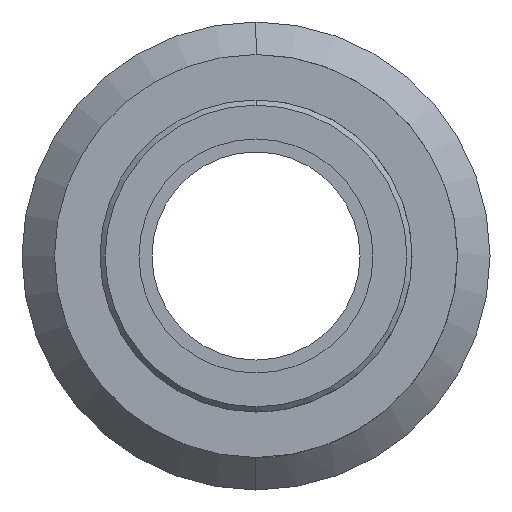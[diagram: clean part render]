
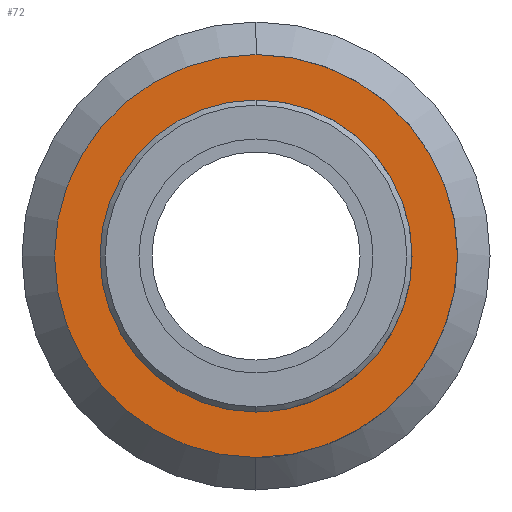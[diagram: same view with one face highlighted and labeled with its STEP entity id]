
A CAD part, front view. The second image highlights one B-rep face of the part: STEP entity #72.
In plain terms, the highlighted planar face has unit normal (0, -1, 0).
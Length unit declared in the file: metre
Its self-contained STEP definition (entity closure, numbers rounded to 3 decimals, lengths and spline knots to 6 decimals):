
#72=ADVANCED_FACE('32:1952',(#142,#143),#144,.T.);
#142=FACE_OUTER_BOUND('',#217,.T.);
#143=FACE_BOUND('',#218,.T.);
#144=PLANE('',#219);
#217=EDGE_LOOP('',(#329,#330));
#218=EDGE_LOOP('',(#331,#332));
#219=AXIS2_PLACEMENT_3D('',#333,#334,#335);
#329=ORIENTED_EDGE('',*,*,#449,.F.);
#330=ORIENTED_EDGE('',*,*,#438,.F.);
#331=ORIENTED_EDGE('',*,*,#445,.T.);
#332=ORIENTED_EDGE('',*,*,#443,.T.);
#333=CARTESIAN_POINT('',(-0.002482,0.0065,0.011741));
#334=DIRECTION('',(0.0,-1.0,0.0));
#335=DIRECTION('',(0.0,0.0,-1.0));
#438=EDGE_CURVE('',#520,#522,#523,.F.);
#443=EDGE_CURVE('',#526,#528,#530,.F.);
#445=EDGE_CURVE('34:4023',#528,#526,#532,.F.);
#449=EDGE_CURVE('34:8929',#522,#520,#536,.F.);
#520=VERTEX_POINT('',#625);
#522=VERTEX_POINT('',#628);
#523=CIRCLE('',#629,0.0155);
#526=VERTEX_POINT('',#633);
#528=VERTEX_POINT('',#636);
#530=CIRCLE('',#639,0.012);
#532=CIRCLE('',#641,0.012);
#536=CIRCLE('',#645,0.0155);
#625=CARTESIAN_POINT('',(0.,0.0065,0.0155));
#628=CARTESIAN_POINT('',(0.,0.0065,-0.0155));
#629=AXIS2_PLACEMENT_3D('',#727,#728,#729);
#633=CARTESIAN_POINT('',(0.,0.0065,0.012));
#636=CARTESIAN_POINT('',(0.,0.0065,-0.012));
#639=AXIS2_PLACEMENT_3D('',#733,#734,#735);
#641=AXIS2_PLACEMENT_3D('',#736,#737,#738);
#645=AXIS2_PLACEMENT_3D('',#745,#746,#747);
#727=CARTESIAN_POINT('',(0.0,0.0065,0.0));
#728=DIRECTION('',(0.0,-1.0,0.0));
#729=DIRECTION('',(0.0,0.0,1.0));
#733=CARTESIAN_POINT('',(0.0,0.0065,0.0));
#734=DIRECTION('',(0.0,-1.0,0.0));
#735=DIRECTION('',(0.0,0.0,1.0));
#736=CARTESIAN_POINT('',(0.0,0.0065,0.0));
#737=DIRECTION('',(0.0,-1.0,0.0));
#738=DIRECTION('',(0.0,0.0,1.0));
#745=CARTESIAN_POINT('',(0.0,0.0065,0.0));
#746=DIRECTION('',(0.0,-1.0,0.0));
#747=DIRECTION('',(0.0,0.0,1.0));
